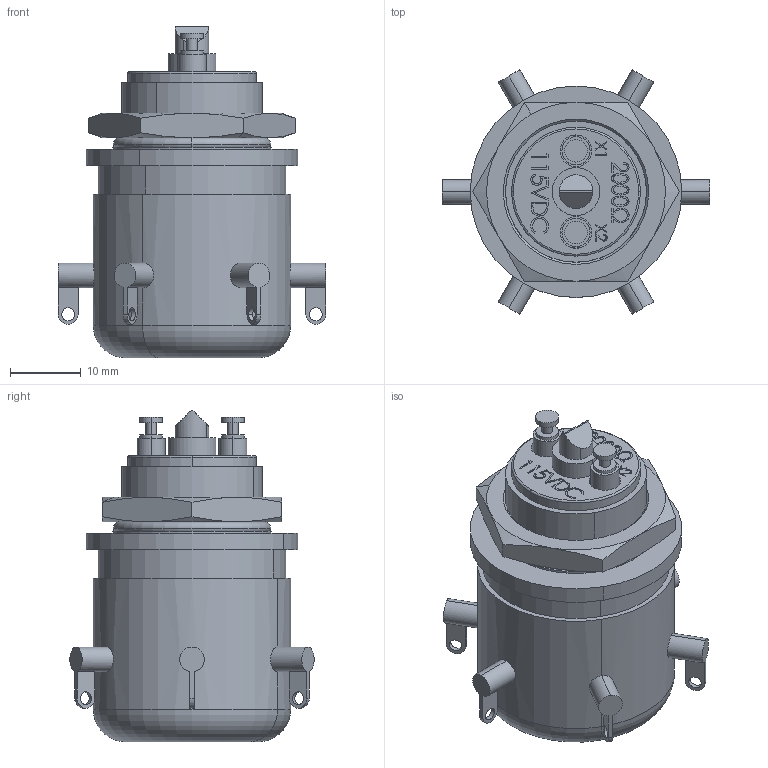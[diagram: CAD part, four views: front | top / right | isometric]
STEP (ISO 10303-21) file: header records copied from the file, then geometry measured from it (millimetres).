
FILE_DESCRIPTION (( 'STEP AP214' ), '1' );
FILE_NAME ('G12_step.STEP', '2012-02-24T22:04:59', ( 'RUlrich' ), ( 'Genco' ), 'SwSTEP 2.0', 'SolidWorks 2010', '' );
FILE_SCHEMA (( 'AUTOMOTIVE_DESIGN' ));
Length unit declared in the file: inch
Products named in the file (1): G12_step
Bounding box: 38 x 34.66 x 47.01 mm (x, y, z)
Volume: 20631.7 mm3; surface area: 9968.5 mm2
Topology: 8 solids, 8 shells, 372 faces, 906 edges, 594 vertices
Faces by surface type: plane 171, cylinder 104, bspline 71, cone 18, torus 8
Entity records: 21071 total; most frequent: CARTESIAN_POINT 7640, ORIENTED_EDGE 1812, DIRECTION 1570, EDGE_CURVE 906, VERTEX_POINT 594, AXIS2_PLACEMENT_3D 544, VECTOR 482, LINE 482
